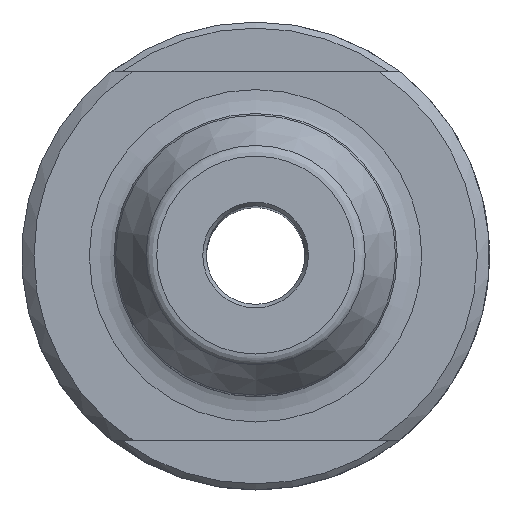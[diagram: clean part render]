
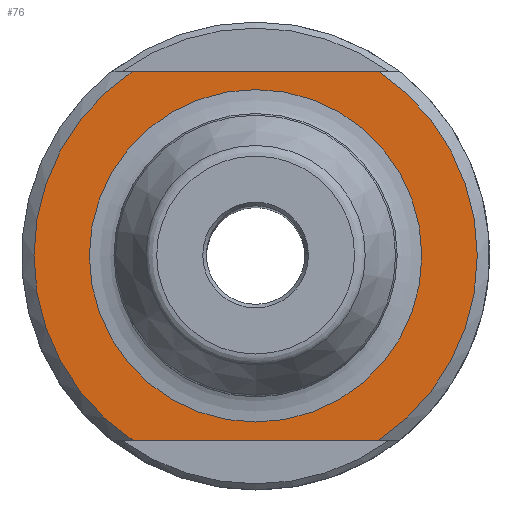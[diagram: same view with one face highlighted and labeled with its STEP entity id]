
A CAD part, top view. The second image highlights one B-rep face of the part: STEP entity #76.
In plain terms, the highlighted planar face has unit normal (0, 0, 1).
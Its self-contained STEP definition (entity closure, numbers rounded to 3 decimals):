
#76=ADVANCED_FACE('',(#142,#143),#115,.F.);
#115=PLANE('',#545);
#126=LINE('',#795,#134);
#127=LINE('',#800,#135);
#134=VECTOR('',#629,1.);
#135=VECTOR('',#632,1.);
#142=FACE_BOUND('',#204,.T.);
#143=FACE_BOUND('',#205,.T.);
#204=EDGE_LOOP('',(#274));
#205=EDGE_LOOP('',(#275,#276,#277,#278));
#274=ORIENTED_EDGE('',*,*,#428,.T.);
#275=ORIENTED_EDGE('',*,*,#429,.F.);
#276=ORIENTED_EDGE('',*,*,#430,.T.);
#277=ORIENTED_EDGE('',*,*,#431,.T.);
#278=ORIENTED_EDGE('',*,*,#432,.T.);
#382=VERTEX_POINT('',#794);
#383=VERTEX_POINT('',#796);
#384=VERTEX_POINT('',#797);
#385=VERTEX_POINT('',#799);
#386=VERTEX_POINT('',#801);
#428=EDGE_CURVE('',#382,#382,#482,.T.);
#429=EDGE_CURVE('',#383,#384,#126,.T.);
#430=EDGE_CURVE('',#383,#385,#483,.T.);
#431=EDGE_CURVE('',#385,#386,#127,.T.);
#432=EDGE_CURVE('',#386,#384,#484,.T.);
#482=CIRCLE('',#542,13.5);
#483=CIRCLE('',#543,18.);
#484=CIRCLE('',#544,18.);
#542=AXIS2_PLACEMENT_3D('',#793,#627,#628);
#543=AXIS2_PLACEMENT_3D('',#798,#630,#631);
#544=AXIS2_PLACEMENT_3D('',#802,#633,#634);
#545=AXIS2_PLACEMENT_3D('',#803,#635,#636);
#627=DIRECTION('',(0.,0.,-1.));
#628=DIRECTION('',(0.,-1.,0.));
#629=DIRECTION('',(-1.,0.,0.));
#630=DIRECTION('',(0.,0.,1.));
#631=DIRECTION('',(0.,-1.,0.));
#632=DIRECTION('',(-1.,0.,0.));
#633=DIRECTION('',(0.,0.,1.));
#634=DIRECTION('',(0.,-1.,0.));
#635=DIRECTION('',(0.,0.,-1.));
#636=DIRECTION('',(0.,-1.,0.));
#793=CARTESIAN_POINT('',(0.,0.,10.));
#794=CARTESIAN_POINT('',(0.,-13.5,10.));
#795=CARTESIAN_POINT('',(20.9,-15.,10.));
#796=CARTESIAN_POINT('',(9.95,-15.,10.));
#797=CARTESIAN_POINT('',(-9.95,-15.,10.));
#798=CARTESIAN_POINT('',(0.,0.,10.));
#799=CARTESIAN_POINT('',(9.95,15.,10.));
#800=CARTESIAN_POINT('',(20.9,15.,10.));
#801=CARTESIAN_POINT('',(-9.95,15.,10.));
#802=CARTESIAN_POINT('',(0.,0.,10.));
#803=CARTESIAN_POINT('',(0.,-8.5,10.));
